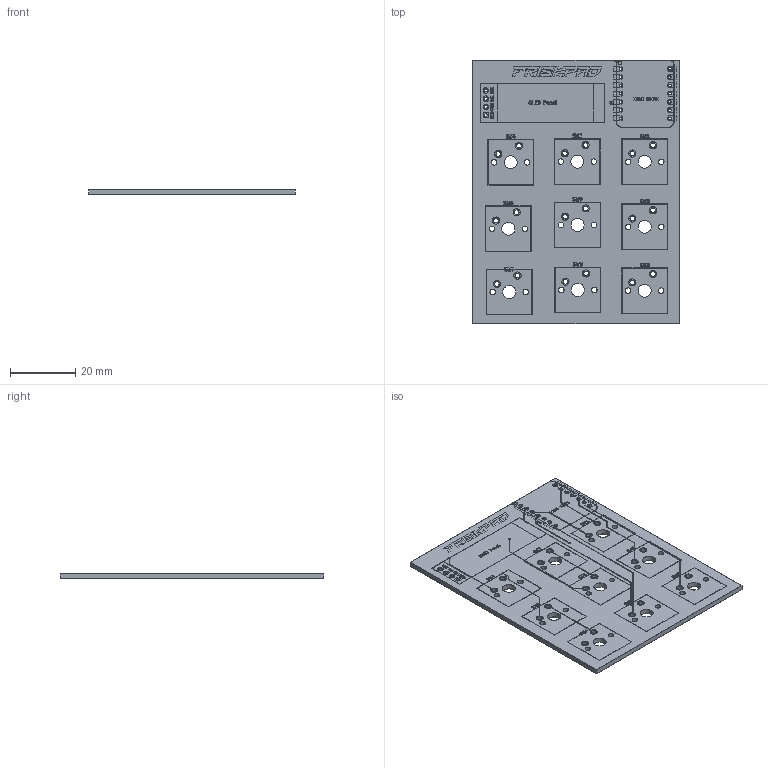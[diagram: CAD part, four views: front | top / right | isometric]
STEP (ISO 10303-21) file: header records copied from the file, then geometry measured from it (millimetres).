
FILE_DESCRIPTION(('KiCad electronic assembly'),'2;1');
FILE_NAME('FriskPad.step','2026-01-05T07:38:03',('Pcbnew'),('Kicad'), 'Open CASCADE STEP processor 7.9','KiCad to STEP converter','Unknown' );
FILE_SCHEMA(('AUTOMOTIVE_DESIGN { 1 0 10303 214 1 1 1 1 }'));
Length unit declared in the file: millimetre
Products named in the file (7): FriskPad 1; FriskPad_copper; FriskPad_silkscreen; FriskPad_soldermask; FriskPad_PCB
Assembly tree (6 placements, depth 2):
  FriskPad 1
    FriskPad_copper
    FriskPad_silkscreen
    FriskPad_silkscreen
    FriskPad_soldermask
    FriskPad_soldermask
    FriskPad_PCB
Bounding box: 63.41 x 81.02 x 1.66 mm (x, y, z)
Volume: 7476.5 mm3; surface area: 21922.9 mm2
Topology: 16 solids, 99 shells, 789 faces, 4204 edges, 3612 vertices
Faces by surface type: plane 499, cylinder 290
Full cylindrical faces by diameter (mm): 0.3 x10, 0.839 x14, 0.889 x28, 0.95 x4, 1 x8, 1.45 x18, 1.5 x36, 1.524 x15, 1.7 x24, 2.2 x36, 4 x9
Entity records: 43854 total; most frequent: CARTESIAN_POINT 8612, DIRECTION 7001, ORIENTED_EDGE 5980, EDGE_CURVE 4204, VERTEX_POINT 3612, LINE 2999, VECTOR 2999, AXIS2_PLACEMENT_3D 2001
